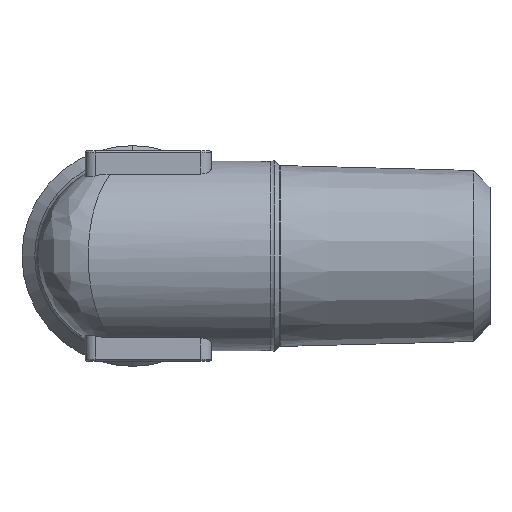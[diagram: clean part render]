
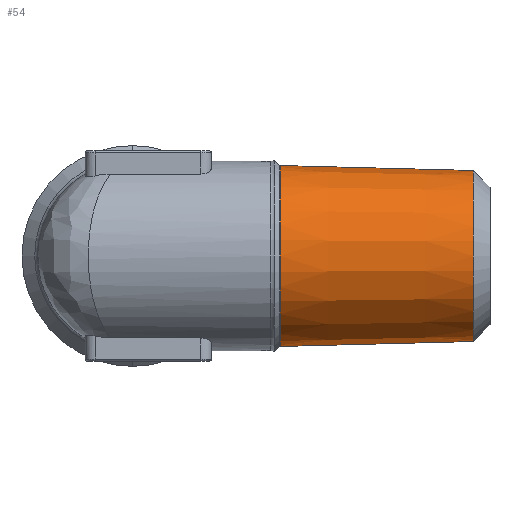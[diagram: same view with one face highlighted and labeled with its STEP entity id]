
A CAD part, left-side view. The second image highlights one B-rep face of the part: STEP entity #54.
In plain terms, the highlighted conical face has half-angle 1.47 degrees and reference radius 4.301 mm.
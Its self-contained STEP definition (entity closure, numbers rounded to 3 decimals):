
#54 = ADVANCED_FACE ( 'NONE', ( #2272 ), #2273, .T. ) ;
#197 = CARTESIAN_POINT ( 'NONE',  ( 0., -16.2, 4.064 ) ) ;
#272 = CARTESIAN_POINT ( 'NONE',  ( 0., -7.018, 4.3 ) ) ;
#411 = LINE ( 'NONE', #1051, #412 ) ;
#412 = VECTOR ( 'NONE', #1049, 1000. ) ;
#654 = AXIS2_PLACEMENT_3D ( 'NONE', #3186, #3185, #3184 ) ;
#655 = AXIS2_PLACEMENT_3D ( 'NONE', #3183, #3182, #3181 ) ;
#849 = EDGE_CURVE ( 'NONE', #1867, #1772, #1284, .T. ) ;
#850 = EDGE_CURVE ( 'NONE', #1806, #1913, #1285, .T. ) ;
#1049 = DIRECTION ( 'NONE',  ( 0., 1., 0.026 ) ) ;
#1051 = CARTESIAN_POINT ( 'NONE',  ( 0., -7., 4.3 ) ) ;
#1105 = CARTESIAN_POINT ( 'NONE',  ( 0., -16.2, -4.064 ) ) ;
#1139 = CARTESIAN_POINT ( 'NONE',  ( 0., -7.018, -4.3 ) ) ;
#1284 = CIRCLE ( 'NONE', #654, 4.3 ) ;
#1285 = CIRCLE ( 'NONE', #655, 4.064 ) ;
#1326 = DIRECTION ( 'NONE',  ( 0., 1., -0.026 ) ) ;
#1327 = CARTESIAN_POINT ( 'NONE',  ( 0., -7., -4.3 ) ) ;
#1483 = AXIS2_PLACEMENT_3D ( 'NONE', #3126, #3123, #3121 ) ;
#1709 = ORIENTED_EDGE ( 'NONE', *, *, #849, .F. ) ;
#1710 = ORIENTED_EDGE ( 'NONE', *, *, #2371, .T. ) ;
#1711 = ORIENTED_EDGE ( 'NONE', *, *, #850, .F. ) ;
#1712 = ORIENTED_EDGE ( 'NONE', *, *, #2405, .F. ) ;
#1772 = VERTEX_POINT ( 'NONE', #272 ) ;
#1806 = VERTEX_POINT ( 'NONE', #197 ) ;
#1867 = VERTEX_POINT ( 'NONE', #1139 ) ;
#1913 = VERTEX_POINT ( 'NONE', #1105 ) ;
#2272 = FACE_OUTER_BOUND ( 'NONE', #2848, .T. ) ;
#2273 = CONICAL_SURFACE ( 'NONE', #1483, 4.3, 0.026 ) ;
#2371 = EDGE_CURVE ( 'NONE', #1806, #1772, #411, .T. ) ;
#2405 = EDGE_CURVE ( 'NONE', #1913, #1867, #3439, .T. ) ;
#2848 = EDGE_LOOP ( 'NONE', ( #1712, #1711, #1710, #1709 ) ) ;
#3121 = DIRECTION ( 'NONE',  ( 0., 0., 1. ) ) ;
#3123 = DIRECTION ( 'NONE',  ( 0., 1., 0. ) ) ;
#3126 = CARTESIAN_POINT ( 'NONE',  ( 0., -7., 0. ) ) ;
#3181 = DIRECTION ( 'NONE',  ( 0., 0., -1. ) ) ;
#3182 = DIRECTION ( 'NONE',  ( 0., -1., 0. ) ) ;
#3183 = CARTESIAN_POINT ( 'NONE',  ( 0., -16.2, 0. ) ) ;
#3184 = DIRECTION ( 'NONE',  ( 0., 0., 1. ) ) ;
#3185 = DIRECTION ( 'NONE',  ( 0., 1., 0. ) ) ;
#3186 = CARTESIAN_POINT ( 'NONE',  ( 0., -7.018, 0. ) ) ;
#3439 = LINE ( 'NONE', #1327, #3440 ) ;
#3440 = VECTOR ( 'NONE', #1326, 1000. ) ;
